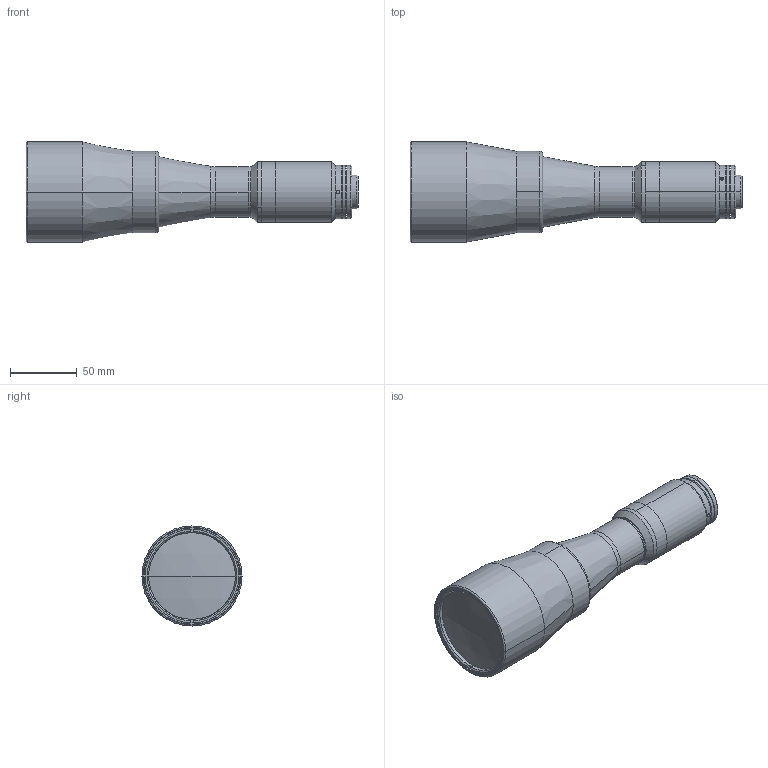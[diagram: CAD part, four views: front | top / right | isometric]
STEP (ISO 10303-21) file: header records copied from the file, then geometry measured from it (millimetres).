
FILE_DESCRIPTION (( 'STEP AP203' ), '1' );
FILE_NAME ('DP32107-A_TC4MHRP048-C.step', '2022-06-13T07:52:29', ( '' ), ( '' ), 'SwSTEP 2.0', 'SolidWorks 2021', '' );
FILE_SCHEMA (( 'CONFIG_CONTROL_DESIGN' ));
Length unit declared in the file: millimetre
Products named in the file (1): DP32107-A_TC4MHRP048-C
Bounding box: 248.69 x 75 x 75 mm (x, y, z)
Surface area: 56936.5 mm2 (no closed solid volume)
Topology: 0 solids, 15 shells, 87 faces, 232 edges, 157 vertices
Faces by surface type: cylinder 42, plane 19, cone 18, torus 6, sphere 2
Entity records: 3015 total; most frequent: CARTESIAN_POINT 711, DIRECTION 522, ORIENTED_EDGE 380, EDGE_CURVE 232, AXIS2_PLACEMENT_3D 218, VERTEX_POINT 157, CIRCLE 130, EDGE_LOOP 104
